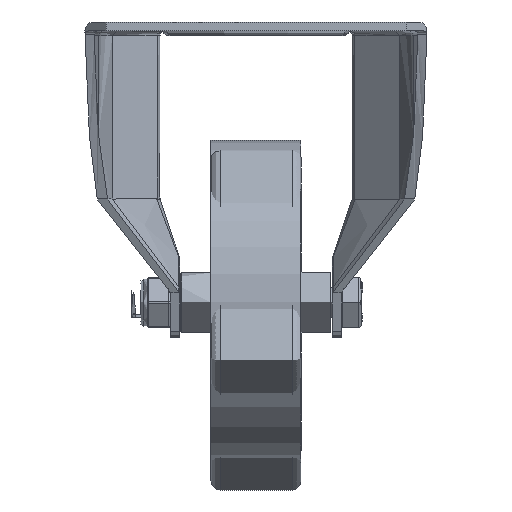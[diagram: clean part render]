
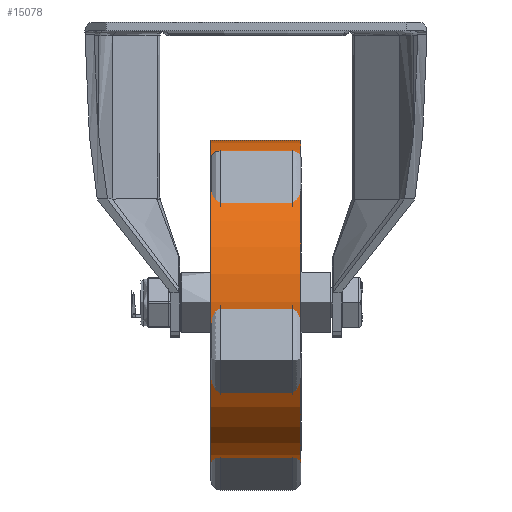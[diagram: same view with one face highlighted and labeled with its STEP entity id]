
A CAD part, left-side view. The second image highlights one B-rep face of the part: STEP entity #15078.
In plain terms, the highlighted cylindrical face has radius 54 mm (diameter 108 mm), a full revolution.
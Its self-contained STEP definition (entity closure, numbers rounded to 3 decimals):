
#2205=FACE_OUTER_BOUND('',#3170,.T.);
#3170=EDGE_LOOP('',(#11306,#11307,#11308,#11309));
#4250=LINE('',#32484,#5112);
#5112=VECTOR('',#18410,54.);
#5863=CIRCLE('',#16346,54.);
#5864=CIRCLE('',#16347,54.);
#6720=VERTEX_POINT('',#32481);
#6721=VERTEX_POINT('',#32483);
#8406=EDGE_CURVE('',#6720,#6720,#5863,.T.);
#8407=EDGE_CURVE('',#6720,#6721,#4250,.T.);
#8408=EDGE_CURVE('',#6721,#6721,#5864,.T.);
#11306=ORIENTED_EDGE('',*,*,#8406,.F.);
#11307=ORIENTED_EDGE('',*,*,#8407,.T.);
#11308=ORIENTED_EDGE('',*,*,#8408,.T.);
#11309=ORIENTED_EDGE('',*,*,#8407,.F.);
#14701=CYLINDRICAL_SURFACE('',#16345,54.);
#15078=ADVANCED_FACE('',(#2205),#14701,.T.);
#16345=AXIS2_PLACEMENT_3D('',#32480,#18406,#18407);
#16346=AXIS2_PLACEMENT_3D('',#32482,#18408,#18409);
#16347=AXIS2_PLACEMENT_3D('',#32485,#18411,#18412);
#18406=DIRECTION('center_axis',(0.,1.,0.));
#18407=DIRECTION('ref_axis',(0.,0.,1.));
#18408=DIRECTION('center_axis',(0.,1.,0.));
#18409=DIRECTION('ref_axis',(0.,0.,1.));
#18410=DIRECTION('',(0.,-1.,0.));
#18411=DIRECTION('center_axis',(0.,1.,0.));
#18412=DIRECTION('ref_axis',(0.,0.,1.));
#32480=CARTESIAN_POINT('Origin',(0.,0.,0.));
#32481=CARTESIAN_POINT('',(0.,15.,-54.));
#32482=CARTESIAN_POINT('Origin',(0.,15.,0.));
#32483=CARTESIAN_POINT('',(0.,-15.,-54.));
#32484=CARTESIAN_POINT('',(0.,0.,-54.));
#32485=CARTESIAN_POINT('Origin',(0.,-15.,0.));
